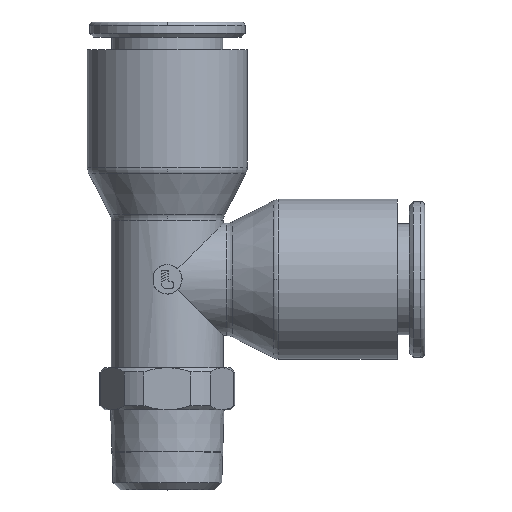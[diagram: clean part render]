
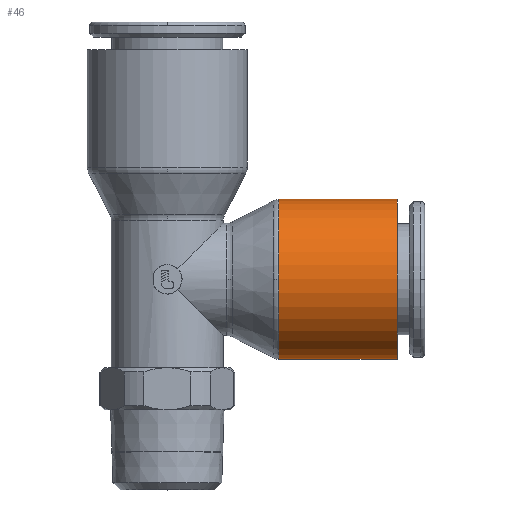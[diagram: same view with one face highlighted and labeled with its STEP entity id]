
A CAD part, top view. The second image highlights one B-rep face of the part: STEP entity #46.
In plain terms, the highlighted cylindrical face has radius 9.5 mm (diameter 19 mm), a partial arc.
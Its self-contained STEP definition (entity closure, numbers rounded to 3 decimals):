
#46=ADVANCED_FACE('',(#162),#163,.T.);
#162=FACE_OUTER_BOUND('',#407,.T.);
#163=CYLINDRICAL_SURFACE('',#408,9.5);
#407=EDGE_LOOP('',(#652,#653,#654,#655,#656));
#408=AXIS2_PLACEMENT_3D('',#657,#658,#659);
#652=ORIENTED_EDGE('',*,*,#1575,.F.);
#653=ORIENTED_EDGE('',*,*,#1576,.T.);
#654=ORIENTED_EDGE('',*,*,#1577,.T.);
#655=ORIENTED_EDGE('',*,*,#1578,.F.);
#656=ORIENTED_EDGE('',*,*,#1579,.F.);
#657=CARTESIAN_POINT('',(20.261,0.0,0.0));
#658=DIRECTION('',(1.0,0.0,0.0));
#659=DIRECTION('',(0.0,1.0,0.0));
#1575=EDGE_CURVE('',#1864,#1865,#1866,.T.);
#1576=EDGE_CURVE('',#1864,#1867,#1868,.T.);
#1577=EDGE_CURVE('',#1867,#1869,#1870,.T.);
#1578=EDGE_CURVE('',#1871,#1869,#1872,.T.);
#1579=EDGE_CURVE('',#1865,#1871,#1873,.T.);
#1864=VERTEX_POINT('',#2340);
#1865=VERTEX_POINT('',#2341);
#1866=LINE('',#2342,#2343);
#1867=VERTEX_POINT('',#2344);
#1868=CIRCLE('',#2345,9.5);
#1869=VERTEX_POINT('',#2346);
#1870=CIRCLE('',#2347,9.5);
#1871=VERTEX_POINT('',#2348);
#1872=LINE('',#2349,#2350);
#1873=CIRCLE('',#2351,9.5);
#2340=CARTESIAN_POINT('',(13.232,9.5,0.0));
#2341=CARTESIAN_POINT('',(27.29,9.5,0.0));
#2342=CARTESIAN_POINT('',(20.261,9.5,0.));
#2343=VECTOR('',#3357,1.0);
#2344=CARTESIAN_POINT('',(13.232,0.,9.5));
#2345=AXIS2_PLACEMENT_3D('',#3358,#3359,#3360);
#2346=CARTESIAN_POINT('',(13.232,-9.5,0.));
#2347=AXIS2_PLACEMENT_3D('',#3361,#3362,#3363);
#2348=CARTESIAN_POINT('',(27.29,-9.5,0.));
#2349=CARTESIAN_POINT('',(20.261,-9.5,0.));
#2350=VECTOR('',#3364,1.0);
#2351=AXIS2_PLACEMENT_3D('',#3365,#3366,#3367);
#3357=DIRECTION('',(1.0,0.0,0.0));
#3358=CARTESIAN_POINT('',(13.232,0.0,0.0));
#3359=DIRECTION('',(1.0,0.0,0.0));
#3360=DIRECTION('',(0.0,1.0,0.0));
#3361=CARTESIAN_POINT('',(13.232,0.0,0.0));
#3362=DIRECTION('',(1.0,0.0,0.0));
#3363=DIRECTION('',(0.0,1.0,0.0));
#3364=DIRECTION('',(-1.0,-0.0,-0.0));
#3365=CARTESIAN_POINT('',(27.29,0.0,0.0));
#3366=DIRECTION('',(1.0,0.0,0.0));
#3367=DIRECTION('',(0.0,1.0,0.0));
